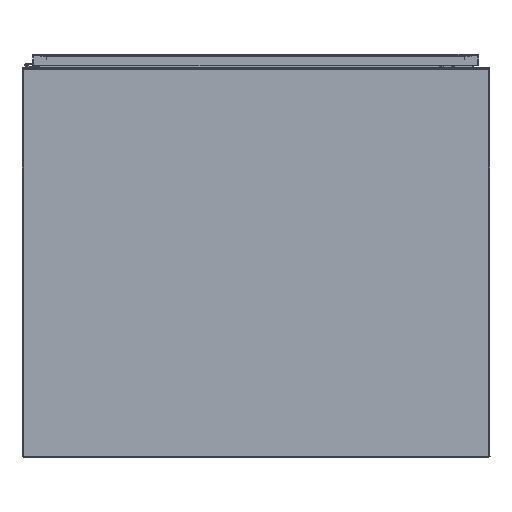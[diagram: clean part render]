
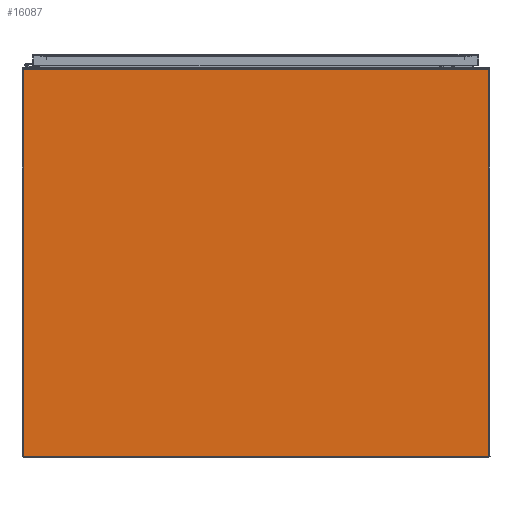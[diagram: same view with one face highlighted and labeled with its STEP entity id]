
A CAD part, front view. The second image highlights one B-rep face of the part: STEP entity #16087.
In plain terms, the highlighted face is planar.
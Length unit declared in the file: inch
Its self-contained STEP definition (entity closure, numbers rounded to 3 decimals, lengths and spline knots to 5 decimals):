
#16087 = ADVANCED_FACE ( 'NONE', ( #108091 ), #79234, .T. ) ;
#16898 = VECTOR ( 'NONE', #185356, 39.37008 ) ;
#24950 = VERTEX_POINT ( 'NONE', #170307 ) ;
#30986 = VERTEX_POINT ( 'NONE', #197529 ) ;
#31658 = CARTESIAN_POINT ( 'NONE',  ( 17.9688, -14.8907, 0.0937 ) ) ;
#33898 = EDGE_CURVE ( 'NONE', #24950, #36136, #55901, .T. ) ;
#36136 = VERTEX_POINT ( 'NONE', #31658 ) ;
#40530 = ORIENTED_EDGE ( 'NONE', *, *, #33898, .T. ) ;
#55901 = LINE ( 'NONE', #69990, #16898 ) ;
#61718 = ORIENTED_EDGE ( 'NONE', *, *, #98786, .F. ) ;
#69990 = CARTESIAN_POINT ( 'NONE',  ( -8.9844, -14.8907, 0.0937 ) ) ;
#74244 = LINE ( 'NONE', #171879, #107716 ) ;
#76576 = DIRECTION ( 'NONE',  ( 1., 0., 0. ) ) ;
#76825 = DIRECTION ( 'NONE',  ( 0., 0., 1. ) ) ;
#77083 = CARTESIAN_POINT ( 'NONE',  ( 0., 0., 0.0937 ) ) ;
#79234 = PLANE ( 'NONE',  #199252 ) ;
#98786 = EDGE_CURVE ( 'NONE', #24950, #165542, #187117, .T. ) ;
#107716 = VECTOR ( 'NONE', #122056, 39.37008 ) ;
#108091 = FACE_OUTER_BOUND ( 'NONE', #197387, .T. ) ;
#117296 = VECTOR ( 'NONE', #142364, 39.37008 ) ;
#122056 = DIRECTION ( 'NONE',  ( 0., -1., 0. ) ) ;
#124238 = CARTESIAN_POINT ( 'NONE',  ( -17.9688, 15.01565, 0.0937 ) ) ;
#129623 = CARTESIAN_POINT ( 'NONE',  ( -17.9688, 15.01565, 0.0937 ) ) ;
#139428 = DIRECTION ( 'NONE',  ( 1., 0., 0. ) ) ;
#142364 = DIRECTION ( 'NONE',  ( 0., 1., 0. ) ) ;
#153209 = ORIENTED_EDGE ( 'NONE', *, *, #158211, .F. ) ;
#158211 = EDGE_CURVE ( 'NONE', #165542, #30986, #170117, .T. ) ;
#165542 = VERTEX_POINT ( 'NONE', #129623 ) ;
#170117 = LINE ( 'NONE', #124238, #203676 ) ;
#170307 = CARTESIAN_POINT ( 'NONE',  ( -17.9688, -14.8907, 0.0937 ) ) ;
#171879 = CARTESIAN_POINT ( 'NONE',  ( 17.9688, 15.01565, 0.0937 ) ) ;
#185356 = DIRECTION ( 'NONE',  ( 1., 0., 0. ) ) ;
#187117 = LINE ( 'NONE', #208064, #117296 ) ;
#197387 = EDGE_LOOP ( 'NONE', ( #40530, #209553, #153209, #61718 ) ) ;
#197529 = CARTESIAN_POINT ( 'NONE',  ( 17.9688, 15.01565, 0.0937 ) ) ;
#199252 = AXIS2_PLACEMENT_3D ( 'NONE', #77083, #76825, #76576 ) ;
#202767 = EDGE_CURVE ( 'NONE', #30986, #36136, #74244, .T. ) ;
#203676 = VECTOR ( 'NONE', #139428, 39.37008 ) ;
#208064 = CARTESIAN_POINT ( 'NONE',  ( -17.9688, -15.01565, 0.0937 ) ) ;
#209553 = ORIENTED_EDGE ( 'NONE', *, *, #202767, .F. ) ;
